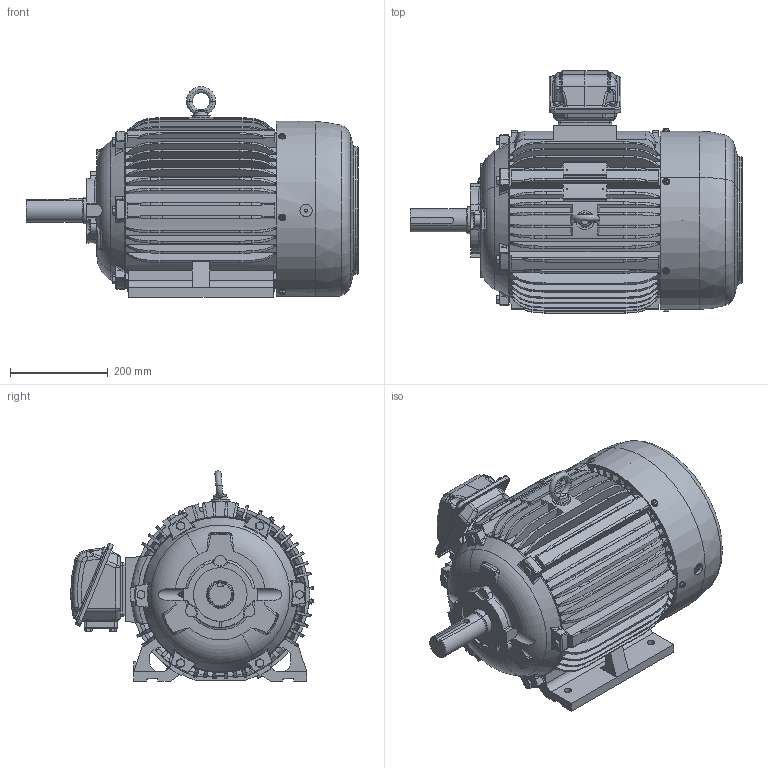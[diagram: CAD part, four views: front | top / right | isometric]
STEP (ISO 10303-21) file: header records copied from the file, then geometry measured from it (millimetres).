
FILE_DESCRIPTION(('CATIA V5 STEP Exchange'),'2;1');
FILE_NAME('284T-H_AllCATPart.stp','2012-08-29T10:35:57+00:00',('none'),('none'),'CATIA Version 5 Release 19 SP 9 (IN-10)','CATIA V5 STEP AP203','none');
FILE_SCHEMA(('CONFIG_CONTROL_DESIGN'));
Length unit declared in the file: millimetre
Products named in the file (1): 284T-H_AllCATPart
Bounding box: 680.85 x 497.32 x 431.57 mm (x, y, z)
Volume: 13548541.1 mm3; surface area: 2886489.8 mm2
Topology: 42 solids, 42 shells, 3287 faces, 8703 edges, 5606 vertices
Faces by surface type: plane 1211, cylinder 829, torus 507, cone 481, bspline 222, sphere 33, extrusion 4
Entity records: 114900 total; most frequent: CARTESIAN_POINT 44680, ORIENTED_EDGE 17310, DIRECTION 9534, EDGE_CURVE 8655, VERTEX_POINT 5606, AXIS2_PLACEMENT_3D 4845, EDGE_LOOP 3639, ADVANCED_FACE 3287
